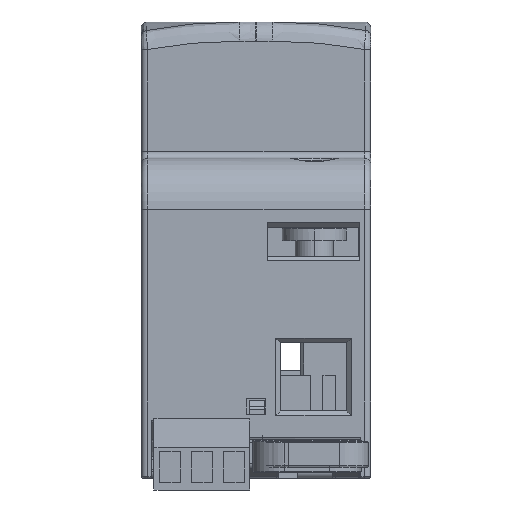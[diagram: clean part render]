
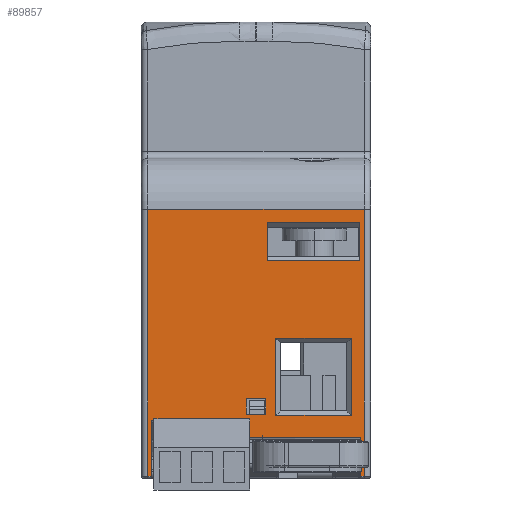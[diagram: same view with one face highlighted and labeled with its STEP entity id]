
A CAD part, left-side view. The second image highlights one B-rep face of the part: STEP entity #89857.
In plain terms, the highlighted planar face has unit normal (-1, 0, 0).
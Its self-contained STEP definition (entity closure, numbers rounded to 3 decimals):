
#59919=DIRECTION('',(0.,0.,-1.));
#59920=VECTOR('',#59919,6.);
#59921=CARTESIAN_POINT('',(-45.,-70.3,6.3));
#59922=LINE('',#59921,#59920);
#60514=DIRECTION('',(0.,0.,1.));
#60515=VECTOR('',#60514,8.7);
#60516=CARTESIAN_POINT('',(-45.,-37.6,0.3));
#60517=LINE('',#60516,#60515);
#68922=DIRECTION('',(0.,0.,-1.));
#68923=VECTOR('',#68922,41.7);
#68924=CARTESIAN_POINT('',(-45.,-37.,42.));
#68925=LINE('',#68924,#68923);
#69665=DIRECTION('',(0.,0.,-1.));
#69666=VECTOR('',#69665,8.7);
#69667=CARTESIAN_POINT('',(-45.,-50.5,9.));
#69668=LINE('',#69667,#69666);
#69672=DIRECTION('',(0.,-1.,0.));
#69673=VECTOR('',#69672,0.6);
#69674=CARTESIAN_POINT('',(-45.,-37.,0.3));
#69675=LINE('',#69674,#69673);
#69679=DIRECTION('',(0.,-1.,0.));
#69680=VECTOR('',#69679,33.9);
#69681=CARTESIAN_POINT('',(-45.,-37.,42.));
#69682=LINE('',#69681,#69680);
#69686=DIRECTION('',(0.,0.,-1.));
#69687=VECTOR('',#69686,41.7);
#69688=CARTESIAN_POINT('',(-45.,-70.9,42.));
#69689=LINE('',#69688,#69687);
#69693=DIRECTION('',(0.,-1.,0.));
#69694=VECTOR('',#69693,0.6);
#69695=CARTESIAN_POINT('',(-45.,-70.3,0.3));
#69696=LINE('',#69695,#69694);
#69700=DIRECTION('',(0.,0.,1.));
#69701=VECTOR('',#69700,6.);
#69702=CARTESIAN_POINT('',(-45.,-52.3,0.3));
#69703=LINE('',#69702,#69701);
#69707=DIRECTION('',(0.,1.,0.));
#69708=VECTOR('',#69707,1.8);
#69709=CARTESIAN_POINT('',(-45.,-52.3,0.3));
#69710=LINE('',#69709,#69708);
#69714=DIRECTION('',(0.,1.,0.));
#69715=VECTOR('',#69714,11.8);
#69716=CARTESIAN_POINT('',(-45.,-68.85,9.8));
#69717=LINE('',#69716,#69715);
#69721=DIRECTION('',(0.,0.,-1.));
#69722=VECTOR('',#69721,12.1);
#69723=CARTESIAN_POINT('',(-45.,-68.85,21.9));
#69724=LINE('',#69723,#69722);
#69728=DIRECTION('',(0.,-1.,0.));
#69729=VECTOR('',#69728,11.8);
#69730=CARTESIAN_POINT('',(-45.,-57.05,21.9));
#69731=LINE('',#69730,#69729);
#69735=DIRECTION('',(0.,0.,1.));
#69736=VECTOR('',#69735,12.1);
#69737=CARTESIAN_POINT('',(-45.,-57.05,9.8));
#69738=LINE('',#69737,#69736);
#69742=DIRECTION('',(0.,1.,0.));
#69743=VECTOR('',#69742,14.5);
#69744=CARTESIAN_POINT('',(-45.,-70.2,34.));
#69745=LINE('',#69744,#69743);
#69749=DIRECTION('',(0.,-1.,0.));
#69750=VECTOR('',#69749,14.5);
#69751=CARTESIAN_POINT('',(-45.,-55.7,39.9));
#69752=LINE('',#69751,#69750);
#69756=DIRECTION('',(0.,-1.,0.));
#69757=VECTOR('',#69756,3.);
#69758=CARTESIAN_POINT('',(-45.,-52.45,10.));
#69759=LINE('',#69758,#69757);
#69763=DIRECTION('',(0.,0.,1.));
#69764=VECTOR('',#69763,2.4);
#69765=CARTESIAN_POINT('',(-45.,-55.45,10.));
#69766=LINE('',#69765,#69764);
#69770=DIRECTION('',(0.,1.,0.));
#69771=VECTOR('',#69770,3.);
#69772=CARTESIAN_POINT('',(-45.,-55.45,12.4));
#69773=LINE('',#69772,#69771);
#69777=DIRECTION('',(0.,0.,-1.));
#69778=VECTOR('',#69777,2.4);
#69779=CARTESIAN_POINT('',(-45.,-52.45,12.4));
#69780=LINE('',#69779,#69778);
#69887=DIRECTION('',(0.,-1.,0.));
#69888=VECTOR('',#69887,18.);
#69889=CARTESIAN_POINT('',(-45.,-52.3,6.3));
#69890=LINE('',#69889,#69888);
#69982=DIRECTION('',(0.,0.,-1.));
#69983=VECTOR('',#69982,5.9);
#69984=CARTESIAN_POINT('',(-45.,-70.2,39.9));
#69985=LINE('',#69984,#69983);
#70032=DIRECTION('',(0.,0.,1.));
#70033=VECTOR('',#70032,5.9);
#70034=CARTESIAN_POINT('',(-45.,-55.7,34.));
#70035=LINE('',#70034,#70033);
#71703=DIRECTION('',(0.,-1.,0.));
#71704=VECTOR('',#71703,12.9);
#71705=CARTESIAN_POINT('',(-45.,-37.6,9.));
#71706=LINE('',#71705,#71704);
#74366=CARTESIAN_POINT('',(-45.,-70.9,42.));
#74368=VERTEX_POINT('',#74366);
#74470=CARTESIAN_POINT('',(-45.,-37.,42.));
#74472=VERTEX_POINT('',#74470);
#74517=CARTESIAN_POINT('',(-45.,-37.6,0.3));
#74519=VERTEX_POINT('',#74517);
#74523=CARTESIAN_POINT('',(-45.,-37.,0.3));
#74524=VERTEX_POINT('',#74523);
#74623=CARTESIAN_POINT('',(-45.,-70.9,0.3));
#74624=VERTEX_POINT('',#74623);
#75157=CARTESIAN_POINT('',(-45.,-37.6,9.));
#75159=VERTEX_POINT('',#75157);
#75170=CARTESIAN_POINT('',(-45.,-50.5,9.));
#75171=CARTESIAN_POINT('',(-45.,-50.5,0.3));
#75172=VERTEX_POINT('',#75170);
#75173=VERTEX_POINT('',#75171);
#75192=CARTESIAN_POINT('',(-45.,-52.3,0.3));
#75193=VERTEX_POINT('',#75192);
#75194=CARTESIAN_POINT('',(-45.,-52.3,6.3));
#75195=VERTEX_POINT('',#75194);
#75200=CARTESIAN_POINT('',(-45.,-70.3,6.3));
#75201=VERTEX_POINT('',#75200);
#75300=CARTESIAN_POINT('',(-45.,-70.3,0.3));
#75301=VERTEX_POINT('',#75300);
#75847=CARTESIAN_POINT('',(-45.,-68.85,9.8));
#75848=CARTESIAN_POINT('',(-45.,-57.05,9.8));
#75849=VERTEX_POINT('',#75847);
#75850=VERTEX_POINT('',#75848);
#75851=CARTESIAN_POINT('',(-45.,-57.05,21.9));
#75852=VERTEX_POINT('',#75851);
#75855=CARTESIAN_POINT('',(-45.,-68.85,21.9));
#75856=VERTEX_POINT('',#75855);
#75863=CARTESIAN_POINT('',(-45.,-70.2,34.));
#75864=CARTESIAN_POINT('',(-45.,-55.7,34.));
#75865=VERTEX_POINT('',#75863);
#75866=VERTEX_POINT('',#75864);
#75871=CARTESIAN_POINT('',(-45.,-55.7,39.9));
#75872=CARTESIAN_POINT('',(-45.,-70.2,39.9));
#75873=VERTEX_POINT('',#75871);
#75874=VERTEX_POINT('',#75872);
#76019=CARTESIAN_POINT('',(-45.,-52.45,10.));
#76020=CARTESIAN_POINT('',(-45.,-55.45,10.));
#76021=VERTEX_POINT('',#76019);
#76022=VERTEX_POINT('',#76020);
#76023=CARTESIAN_POINT('',(-45.,-55.45,12.4));
#76024=VERTEX_POINT('',#76023);
#76025=CARTESIAN_POINT('',(-45.,-52.45,12.4));
#76026=VERTEX_POINT('',#76025);
#89803=CARTESIAN_POINT('',(-45.,-71.9,0.));
#89804=DIRECTION('',(-1.,0.,0.));
#89805=DIRECTION('',(0.,0.,1.));
#89806=AXIS2_PLACEMENT_3D('',#89803,#89804,#89805);
#89807=PLANE('',#89806);
#89809=ORIENTED_EDGE('',*,*,#89808,.F.);
#89811=ORIENTED_EDGE('',*,*,#89810,.F.);
#89812=ORIENTED_EDGE('',*,*,#76922,.F.);
#89813=ORIENTED_EDGE('',*,*,#88393,.F.);
#89814=ORIENTED_EDGE('',*,*,#88435,.F.);
#89815=ORIENTED_EDGE('',*,*,#88479,.T.);
#89816=ORIENTED_EDGE('',*,*,#88853,.T.);
#89817=ORIENTED_EDGE('',*,*,#89789,.F.);
#89818=ORIENTED_EDGE('',*,*,#76468,.F.);
#89820=ORIENTED_EDGE('',*,*,#89819,.F.);
#89822=ORIENTED_EDGE('',*,*,#89821,.F.);
#89824=ORIENTED_EDGE('',*,*,#89823,.T.);
#89825=EDGE_LOOP('',(#89809,#89811,#89812,#89813,#89814,#89815,#89816,#89817,
#89818,#89820,#89822,#89824));
#89826=FACE_OUTER_BOUND('',#89825,.F.);
#89828=ORIENTED_EDGE('',*,*,#89827,.F.);
#89830=ORIENTED_EDGE('',*,*,#89829,.F.);
#89832=ORIENTED_EDGE('',*,*,#89831,.F.);
#89834=ORIENTED_EDGE('',*,*,#89833,.F.);
#89835=EDGE_LOOP('',(#89828,#89830,#89832,#89834));
#89836=FACE_BOUND('',#89835,.F.);
#89838=ORIENTED_EDGE('',*,*,#89837,.F.);
#89840=ORIENTED_EDGE('',*,*,#89839,.F.);
#89842=ORIENTED_EDGE('',*,*,#89841,.F.);
#89844=ORIENTED_EDGE('',*,*,#89843,.F.);
#89845=EDGE_LOOP('',(#89838,#89840,#89842,#89844));
#89846=FACE_BOUND('',#89845,.F.);
#89848=ORIENTED_EDGE('',*,*,#89847,.T.);
#89850=ORIENTED_EDGE('',*,*,#89849,.T.);
#89852=ORIENTED_EDGE('',*,*,#89851,.T.);
#89854=ORIENTED_EDGE('',*,*,#89853,.T.);
#89855=EDGE_LOOP('',(#89848,#89850,#89852,#89854));
#89856=FACE_BOUND('',#89855,.F.);
#76468=EDGE_CURVE('',#75201,#75301,#59922,.T.);
#76922=EDGE_CURVE('',#74519,#75159,#60517,.T.);
#88393=EDGE_CURVE('',#74524,#74519,#69675,.T.);
#88435=EDGE_CURVE('',#74472,#74524,#68925,.T.);
#88479=EDGE_CURVE('',#74472,#74368,#69682,.T.);
#88853=EDGE_CURVE('',#74368,#74624,#69689,.T.);
#89789=EDGE_CURVE('',#75301,#74624,#69696,.T.);
#89808=EDGE_CURVE('',#75172,#75173,#69668,.T.);
#89810=EDGE_CURVE('',#75159,#75172,#71706,.T.);
#89819=EDGE_CURVE('',#75195,#75201,#69890,.T.);
#89821=EDGE_CURVE('',#75193,#75195,#69703,.T.);
#89823=EDGE_CURVE('',#75193,#75173,#69710,.T.);
#89827=EDGE_CURVE('',#75849,#75850,#69717,.T.);
#89829=EDGE_CURVE('',#75856,#75849,#69724,.T.);
#89831=EDGE_CURVE('',#75852,#75856,#69731,.T.);
#89833=EDGE_CURVE('',#75850,#75852,#69738,.T.);
#89837=EDGE_CURVE('',#75865,#75866,#69745,.T.);
#89839=EDGE_CURVE('',#75874,#75865,#69985,.T.);
#89841=EDGE_CURVE('',#75873,#75874,#69752,.T.);
#89843=EDGE_CURVE('',#75866,#75873,#70035,.T.);
#89847=EDGE_CURVE('',#76021,#76022,#69759,.T.);
#89849=EDGE_CURVE('',#76022,#76024,#69766,.T.);
#89851=EDGE_CURVE('',#76024,#76026,#69773,.T.);
#89853=EDGE_CURVE('',#76026,#76021,#69780,.T.);
#89857=ADVANCED_FACE('',(#89826,#89836,#89846,#89856),#89807,.T.);
